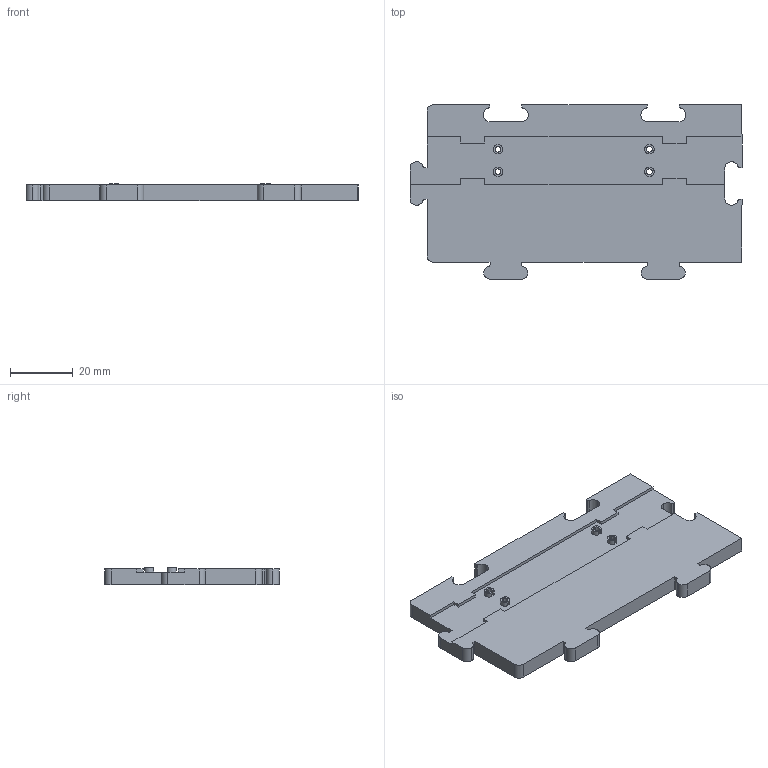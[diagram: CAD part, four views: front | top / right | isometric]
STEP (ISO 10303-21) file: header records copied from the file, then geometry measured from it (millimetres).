
FILE_DESCRIPTION(/* description */ (''),/* implementation_level */ '2;1');
FILE_NAME(/* name */ '30_Base_DichroicSlider.ipt.step',/* time_stamp */ '2022-11-29T08:13:30+01:00',/* author */ ('wanghaoran'),/* organization */ (''),/* preprocessor_version */ 'ST-DEVELOPER v18.1',/* originating_system */ 'Autodesk Inventor 2022',/* authorisation */ '');
FILE_SCHEMA (('AUTOMOTIVE_DESIGN { 1 0 10303 214 3 1 1 }'));
Length unit declared in the file: millimetre
Products named in the file (1): 30_Base_DichroicSlider
Bounding box: 105.4 x 55.4 x 5.5 mm (x, y, z)
Volume: 23493.1 mm3; surface area: 12253.6 mm2
Topology: 1 solids, 1 shells, 136 faces, 402 edges, 268 vertices
Faces by surface type: plane 86, cylinder 46, cone 4
Entity records: 4754 total; most frequent: CARTESIAN_POINT 833, DIRECTION 824, ORIENTED_EDGE 804, EDGE_CURVE 402, LINE 286, VECTOR 286, AXIS2_PLACEMENT_3D 269, VERTEX_POINT 268
